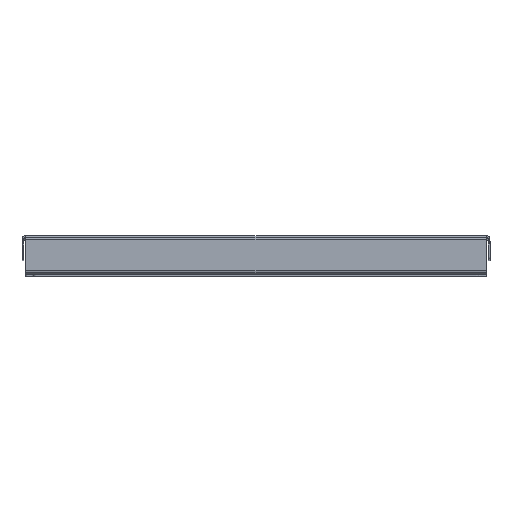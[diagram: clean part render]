
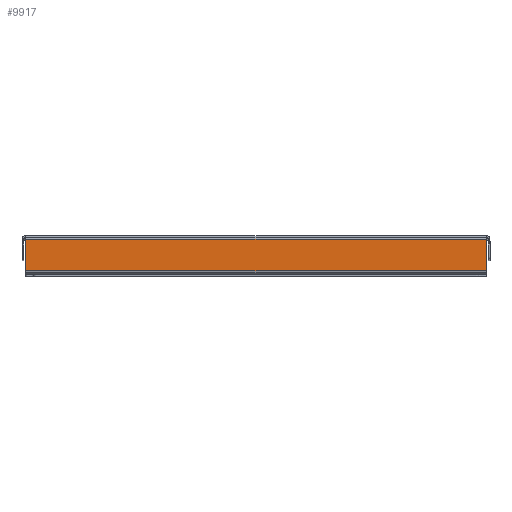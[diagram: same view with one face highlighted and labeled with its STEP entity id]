
A CAD part, top view. The second image highlights one B-rep face of the part: STEP entity #9917.
In plain terms, the highlighted planar face has unit normal (0, 0, 1).
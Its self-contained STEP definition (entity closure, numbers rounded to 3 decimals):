
#229 = ORIENTED_EDGE ( 'NONE', *, *, #9171, .F. ) ;
#283 = DIRECTION ( 'NONE',  ( 0., 1., 0. ) ) ;
#503 = VERTEX_POINT ( 'NONE', #11613 ) ;
#1435 = LINE ( 'NONE', #2396, #8541 ) ;
#2396 = CARTESIAN_POINT ( 'NONE',  ( -196., -1.5, 449. ) ) ;
#2490 = CARTESIAN_POINT ( 'NONE',  ( -196., -30., 449. ) ) ;
#3440 = VERTEX_POINT ( 'NONE', #10596 ) ;
#4373 = VECTOR ( 'NONE', #6816, 1000. ) ;
#5282 = ORIENTED_EDGE ( 'NONE', *, *, #8364, .F. ) ;
#5709 = PLANE ( 'NONE',  #11757 ) ;
#6185 = CARTESIAN_POINT ( 'NONE',  ( 196., -30., 449. ) ) ;
#6458 = VECTOR ( 'NONE', #8037, 1000. ) ;
#6612 = EDGE_CURVE ( 'NONE', #3440, #503, #11307, .T. ) ;
#6737 = FACE_OUTER_BOUND ( 'NONE', #8690, .T. ) ;
#6816 = DIRECTION ( 'NONE',  ( -1., 0., 0. ) ) ;
#7557 = VECTOR ( 'NONE', #8235, 1000. ) ;
#7720 = ORIENTED_EDGE ( 'NONE', *, *, #6612, .F. ) ;
#7825 = DIRECTION ( 'NONE',  ( 0., 0., 1. ) ) ;
#8037 = DIRECTION ( 'NONE',  ( -1., 0., 0. ) ) ;
#8235 = DIRECTION ( 'NONE',  ( 0., -1., 0. ) ) ;
#8364 = EDGE_CURVE ( 'NONE', #9928, #9527, #1435, .T. ) ;
#8541 = VECTOR ( 'NONE', #283, 1000. ) ;
#8690 = EDGE_LOOP ( 'NONE', ( #7720, #11626, #5282, #229 ) ) ;
#8785 = DIRECTION ( 'NONE',  ( 0., -1., 0. ) ) ;
#9171 = EDGE_CURVE ( 'NONE', #503, #9928, #11302, .T. ) ;
#9527 = VERTEX_POINT ( 'NONE', #12711 ) ;
#9814 = CARTESIAN_POINT ( 'NONE',  ( 0., 0., 449. ) ) ;
#9887 = CARTESIAN_POINT ( 'NONE',  ( 0., -3., 449. ) ) ;
#9917 = ADVANCED_FACE ( 'NONE', ( #6737 ), #5709, .T. ) ;
#9928 = VERTEX_POINT ( 'NONE', #2490 ) ;
#10021 = LINE ( 'NONE', #9887, #4373 ) ;
#10596 = CARTESIAN_POINT ( 'NONE',  ( 196., -3., 449. ) ) ;
#11302 = LINE ( 'NONE', #13217, #6458 ) ;
#11307 = LINE ( 'NONE', #6185, #7557 ) ;
#11613 = CARTESIAN_POINT ( 'NONE',  ( 196., -30., 449. ) ) ;
#11626 = ORIENTED_EDGE ( 'NONE', *, *, #11727, .T. ) ;
#11727 = EDGE_CURVE ( 'NONE', #3440, #9527, #10021, .T. ) ;
#11757 = AXIS2_PLACEMENT_3D ( 'NONE', #9814, #7825, #8785 ) ;
#12711 = CARTESIAN_POINT ( 'NONE',  ( -196., -3., 449. ) ) ;
#13217 = CARTESIAN_POINT ( 'NONE',  ( -196., -30., 449. ) ) ;
